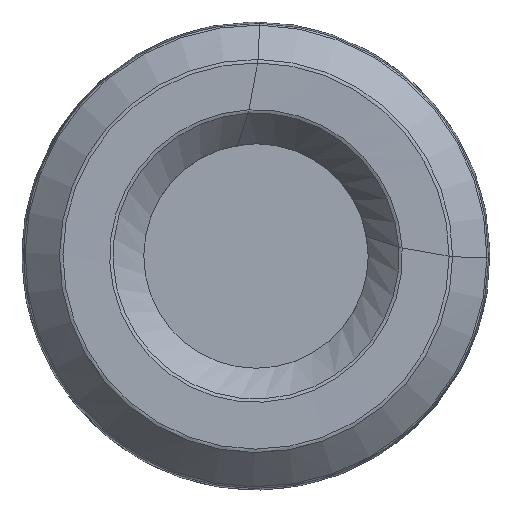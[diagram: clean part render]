
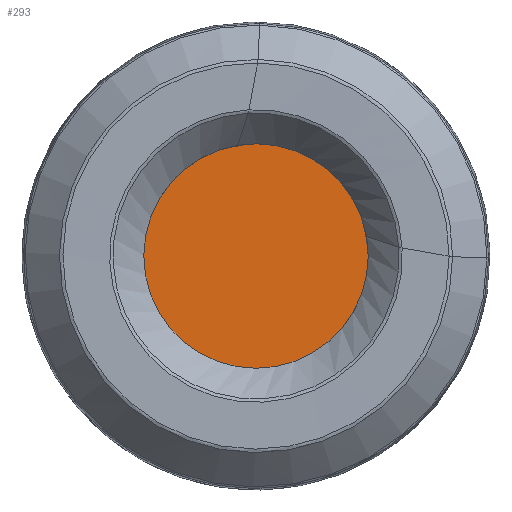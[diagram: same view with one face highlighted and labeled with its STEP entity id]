
A CAD part, left-side view. The second image highlights one B-rep face of the part: STEP entity #293.
In plain terms, the highlighted planar face has unit normal (-1, 0, 0).
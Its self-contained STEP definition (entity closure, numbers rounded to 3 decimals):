
#55=PLANE('',#892);
#293=ADVANCED_FACE('',(#368),#55,.F.);
#368=FACE_OUTER_BOUND('',#418,.T.);
#418=EDGE_LOOP('',(#648));
#494=CIRCLE('',#891,19.435);
#648=ORIENTED_EDGE('',*,*,#790,.T.);
#708=VERTEX_POINT('',#1781);
#790=EDGE_CURVE('',#708,#708,#494,.T.);
#891=AXIS2_PLACEMENT_3D('',#1780,#1050,#1051);
#892=AXIS2_PLACEMENT_3D('',#1795,#1053,#1054);
#1050=DIRECTION('',(-1.,0.,0.));
#1051=DIRECTION('',(0.,0.,1.));
#1053=DIRECTION('',(1.,0.,0.));
#1054=DIRECTION('',(0.,0.,-1.));
#1780=CARTESIAN_POINT('',(6.,0.,0.));
#1781=CARTESIAN_POINT('',(6.,0.,19.435));
#1795=CARTESIAN_POINT('',(6.,10.,0.));
